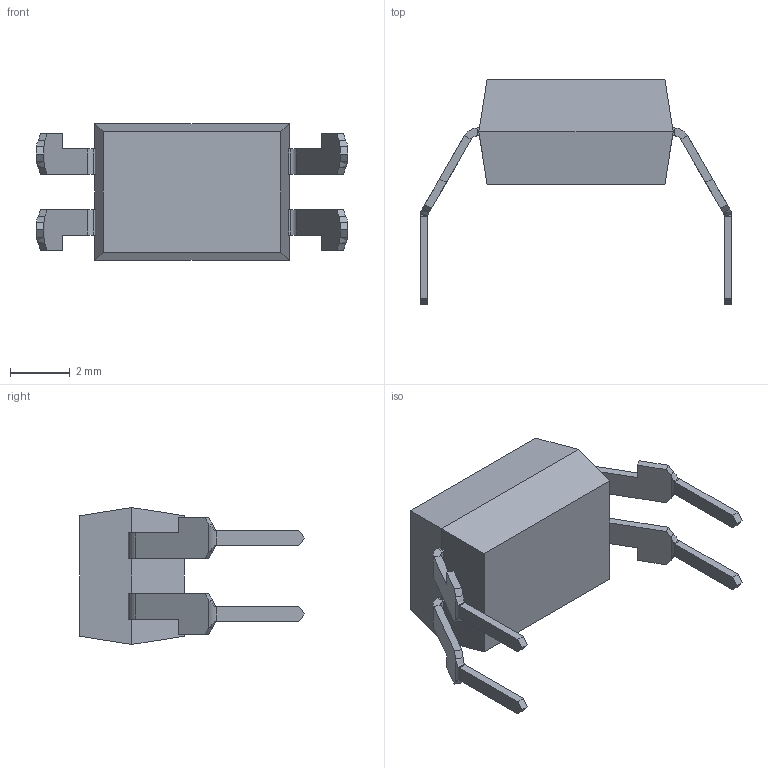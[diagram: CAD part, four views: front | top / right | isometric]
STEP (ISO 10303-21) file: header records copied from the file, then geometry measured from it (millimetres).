
FILE_DESCRIPTION (( 'STEP AP214' ), '1' );
FILE_NAME ('DIP4-TH6.STEP', '2015-12-05T22:39:35', ( '' ), ( '' ), 'SwSTEP 2.0', 'SolidWorks 2015', '' );
FILE_SCHEMA (( 'AUTOMOTIVE_DESIGN' ));
Length unit declared in the file: millimetre
Products named in the file (2): DIP4-TH6
Bounding box: 10.42 x 7.52 x 4.58 mm (x, y, z)
Volume: 111.2 mm3; surface area: 285.7 mm2
Topology: 3 solids, 3 shells, 149 faces, 364 edges, 220 vertices
Faces by surface type: plane 123, cylinder 18, bspline 8
Entity records: 4492 total; most frequent: CARTESIAN_POINT 871, ORIENTED_EDGE 728, DIRECTION 654, EDGE_CURVE 364, LINE 296, VECTOR 296, VERTEX_POINT 220, AXIS2_PLACEMENT_3D 179
